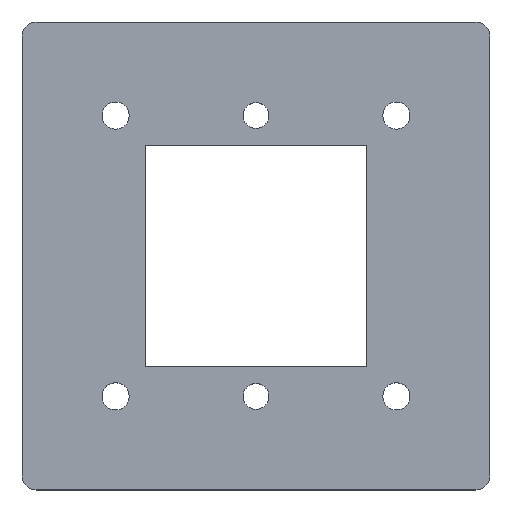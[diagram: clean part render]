
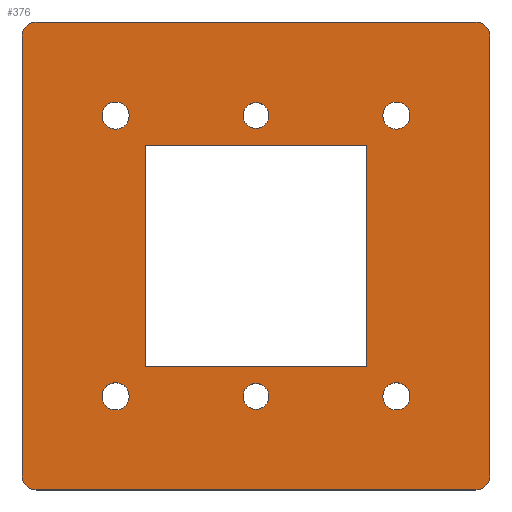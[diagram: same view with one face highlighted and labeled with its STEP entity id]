
A CAD part, top view. The second image highlights one B-rep face of the part: STEP entity #376.
In plain terms, the highlighted planar face has unit normal (0, 0, 1).
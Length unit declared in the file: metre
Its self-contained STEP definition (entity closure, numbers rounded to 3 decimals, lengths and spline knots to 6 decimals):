
#22=CIRCLE('',#410,0.00275);
#23=CIRCLE('',#411,0.00275);
#24=CIRCLE('',#412,0.0029);
#25=CIRCLE('',#413,0.0029);
#26=CIRCLE('',#414,0.0029);
#27=CIRCLE('',#415,0.0029);
#28=CIRCLE('',#416,0.003);
#29=CIRCLE('',#417,0.003);
#30=CIRCLE('',#418,0.003);
#31=CIRCLE('',#419,0.003);
#74=ORIENTED_EDGE('',*,*,#166,.T.);
#75=ORIENTED_EDGE('',*,*,#167,.T.);
#76=ORIENTED_EDGE('',*,*,#168,.F.);
#77=ORIENTED_EDGE('',*,*,#169,.F.);
#78=ORIENTED_EDGE('',*,*,#170,.F.);
#79=ORIENTED_EDGE('',*,*,#171,.F.);
#80=ORIENTED_EDGE('',*,*,#162,.F.);
#81=ORIENTED_EDGE('',*,*,#172,.T.);
#82=ORIENTED_EDGE('',*,*,#148,.F.);
#83=ORIENTED_EDGE('',*,*,#173,.T.);
#84=ORIENTED_EDGE('',*,*,#154,.T.);
#85=ORIENTED_EDGE('',*,*,#174,.T.);
#86=ORIENTED_EDGE('',*,*,#158,.T.);
#87=ORIENTED_EDGE('',*,*,#175,.T.);
#88=ORIENTED_EDGE('',*,*,#140,.F.);
#89=ORIENTED_EDGE('',*,*,#144,.T.);
#90=ORIENTED_EDGE('',*,*,#147,.T.);
#91=ORIENTED_EDGE('',*,*,#165,.F.);
#140=EDGE_CURVE('',#188,#189,#224,.T.);
#144=EDGE_CURVE('',#188,#191,#228,.T.);
#147=EDGE_CURVE('',#191,#193,#231,.T.);
#148=EDGE_CURVE('',#194,#195,#232,.T.);
#154=EDGE_CURVE('',#201,#200,#238,.T.);
#158=EDGE_CURVE('',#205,#204,#242,.T.);
#162=EDGE_CURVE('',#208,#209,#246,.T.);
#165=EDGE_CURVE('',#189,#193,#249,.T.);
#166=EDGE_CURVE('',#210,#210,#22,.F.);
#167=EDGE_CURVE('',#211,#211,#23,.F.);
#168=EDGE_CURVE('',#212,#212,#24,.T.);
#169=EDGE_CURVE('',#213,#213,#25,.T.);
#170=EDGE_CURVE('',#214,#214,#26,.T.);
#171=EDGE_CURVE('',#215,#215,#27,.T.);
#172=EDGE_CURVE('',#208,#195,#28,.T.);
#173=EDGE_CURVE('',#194,#201,#29,.T.);
#174=EDGE_CURVE('',#200,#205,#30,.T.);
#175=EDGE_CURVE('',#204,#209,#31,.T.);
#188=VERTEX_POINT('',#557);
#189=VERTEX_POINT('',#559);
#191=VERTEX_POINT('',#565);
#193=VERTEX_POINT('',#571);
#194=VERTEX_POINT('',#575);
#195=VERTEX_POINT('',#576);
#200=VERTEX_POINT('',#587);
#201=VERTEX_POINT('',#589);
#204=VERTEX_POINT('',#596);
#205=VERTEX_POINT('',#598);
#208=VERTEX_POINT('',#605);
#209=VERTEX_POINT('',#607);
#210=VERTEX_POINT('',#614);
#211=VERTEX_POINT('',#616);
#212=VERTEX_POINT('',#618);
#213=VERTEX_POINT('',#620);
#214=VERTEX_POINT('',#622);
#215=VERTEX_POINT('',#624);
#224=LINE('',#558,#252);
#228=LINE('',#566,#256);
#231=LINE('',#572,#259);
#232=LINE('',#574,#260);
#238=LINE('',#588,#266);
#242=LINE('',#597,#270);
#246=LINE('',#606,#274);
#249=LINE('',#611,#277);
#252=VECTOR('',#447,1.);
#256=VECTOR('',#453,1.);
#259=VECTOR('',#458,1.);
#260=VECTOR('',#461,1.);
#266=VECTOR('',#469,1.);
#270=VECTOR('',#475,1.);
#274=VECTOR('',#481,1.);
#277=VECTOR('',#486,1.);
#286=EDGE_LOOP('',(#74));
#287=EDGE_LOOP('',(#75));
#288=EDGE_LOOP('',(#76));
#289=EDGE_LOOP('',(#77));
#290=EDGE_LOOP('',(#78));
#291=EDGE_LOOP('',(#79));
#292=EDGE_LOOP('',(#80,#81,#82,#83,#84,#85,#86,#87));
#293=EDGE_LOOP('',(#88,#89,#90,#91));
#326=FACE_BOUND('',#286,.T.);
#327=FACE_BOUND('',#287,.T.);
#328=FACE_BOUND('',#288,.T.);
#329=FACE_BOUND('',#289,.T.);
#330=FACE_BOUND('',#290,.T.);
#331=FACE_BOUND('',#291,.T.);
#332=FACE_BOUND('',#292,.T.);
#333=FACE_BOUND('',#293,.T.);
#366=PLANE('',#409);
#376=ADVANCED_FACE('',(#326,#327,#328,#329,#330,#331,#332,#333),#366,.T.);
#409=AXIS2_PLACEMENT_3D('',#612,#487,#488);
#410=AXIS2_PLACEMENT_3D('',#613,#489,#490);
#411=AXIS2_PLACEMENT_3D('',#615,#491,#492);
#412=AXIS2_PLACEMENT_3D('',#617,#493,#494);
#413=AXIS2_PLACEMENT_3D('',#619,#495,#496);
#414=AXIS2_PLACEMENT_3D('',#621,#497,#498);
#415=AXIS2_PLACEMENT_3D('',#623,#499,#500);
#416=AXIS2_PLACEMENT_3D('',#625,#501,#502);
#417=AXIS2_PLACEMENT_3D('',#626,#503,#504);
#418=AXIS2_PLACEMENT_3D('',#627,#505,#506);
#419=AXIS2_PLACEMENT_3D('',#628,#507,#508);
#447=DIRECTION('',(-1.,0.,0.));
#453=DIRECTION('',(0.,-1.,0.));
#458=DIRECTION('',(-1.,0.,0.));
#461=DIRECTION('',(0.,-1.,0.));
#469=DIRECTION('',(-1.,0.,0.));
#475=DIRECTION('',(0.,-1.,0.));
#481=DIRECTION('',(-1.,0.,0.));
#486=DIRECTION('',(0.,-1.,0.));
#487=DIRECTION('',(0.,0.,1.));
#488=DIRECTION('',(1.,0.,0.));
#489=DIRECTION('',(0.,0.,1.));
#490=DIRECTION('',(0.,-1.,0.));
#491=DIRECTION('',(0.,0.,1.));
#492=DIRECTION('',(0.,-1.,0.));
#493=DIRECTION('',(0.,0.,1.));
#494=DIRECTION('',(0.,-1.,0.));
#495=DIRECTION('',(0.,0.,1.));
#496=DIRECTION('',(0.,-1.,0.));
#497=DIRECTION('',(0.,0.,1.));
#498=DIRECTION('',(0.,-1.,0.));
#499=DIRECTION('',(0.,0.,1.));
#500=DIRECTION('',(0.,-1.,0.));
#501=DIRECTION('',(0.,0.,1.));
#502=DIRECTION('',(0.,-1.,0.));
#503=DIRECTION('',(0.,0.,1.));
#504=DIRECTION('',(0.,-1.,0.));
#505=DIRECTION('',(0.,0.,1.));
#506=DIRECTION('',(0.,-1.,0.));
#507=DIRECTION('',(0.,0.,1.));
#508=DIRECTION('',(0.,-1.,0.));
#557=CARTESIAN_POINT('',(0.053636,0.053636,0.008));
#558=CARTESIAN_POINT('',(0.03,0.053636,0.008));
#559=CARTESIAN_POINT('',(0.006364,0.053636,0.008));
#565=CARTESIAN_POINT('',(0.053636,0.006364,0.008));
#566=CARTESIAN_POINT('',(0.053636,0.03,0.008));
#571=CARTESIAN_POINT('',(0.006364,0.006364,0.008));
#572=CARTESIAN_POINT('',(0.03,0.006364,0.008));
#574=CARTESIAN_POINT('',(0.08,0.03,0.008));
#575=CARTESIAN_POINT('',(0.08,0.077,0.008));
#576=CARTESIAN_POINT('',(0.08,-0.017,0.008));
#587=CARTESIAN_POINT('',(-0.017,0.08,0.008));
#588=CARTESIAN_POINT('',(0.03,0.08,0.008));
#589=CARTESIAN_POINT('',(0.077,0.08,0.008));
#596=CARTESIAN_POINT('',(-0.02,-0.017,0.008));
#597=CARTESIAN_POINT('',(-0.02,0.03,0.008));
#598=CARTESIAN_POINT('',(-0.02,0.077,0.008));
#605=CARTESIAN_POINT('',(0.077,-0.02,0.008));
#606=CARTESIAN_POINT('',(0.03,-0.02,0.008));
#607=CARTESIAN_POINT('',(-0.017,-0.02,0.008));
#611=CARTESIAN_POINT('',(0.006364,0.03,0.008));
#612=CARTESIAN_POINT('',(0.03,0.03,0.008));
#613=CARTESIAN_POINT('',(0.03,0.,0.008));
#614=CARTESIAN_POINT('',(0.03,-0.00275,0.008));
#615=CARTESIAN_POINT('',(0.03,0.06,0.008));
#616=CARTESIAN_POINT('',(0.03,0.05725,0.008));
#617=CARTESIAN_POINT('',(0.06,0.06,0.008));
#618=CARTESIAN_POINT('',(0.06,0.0571,0.008));
#619=CARTESIAN_POINT('',(0.06,0.,0.008));
#620=CARTESIAN_POINT('',(0.06,-0.0029,0.008));
#621=CARTESIAN_POINT('',(0.,0.,0.008));
#622=CARTESIAN_POINT('',(0.,-0.0029,0.008));
#623=CARTESIAN_POINT('',(0.,0.06,0.008));
#624=CARTESIAN_POINT('',(0.,0.0571,0.008));
#625=CARTESIAN_POINT('',(0.077,-0.017,0.008));
#626=CARTESIAN_POINT('',(0.077,0.077,0.008));
#627=CARTESIAN_POINT('',(-0.017,0.077,0.008));
#628=CARTESIAN_POINT('',(-0.017,-0.017,0.008));
